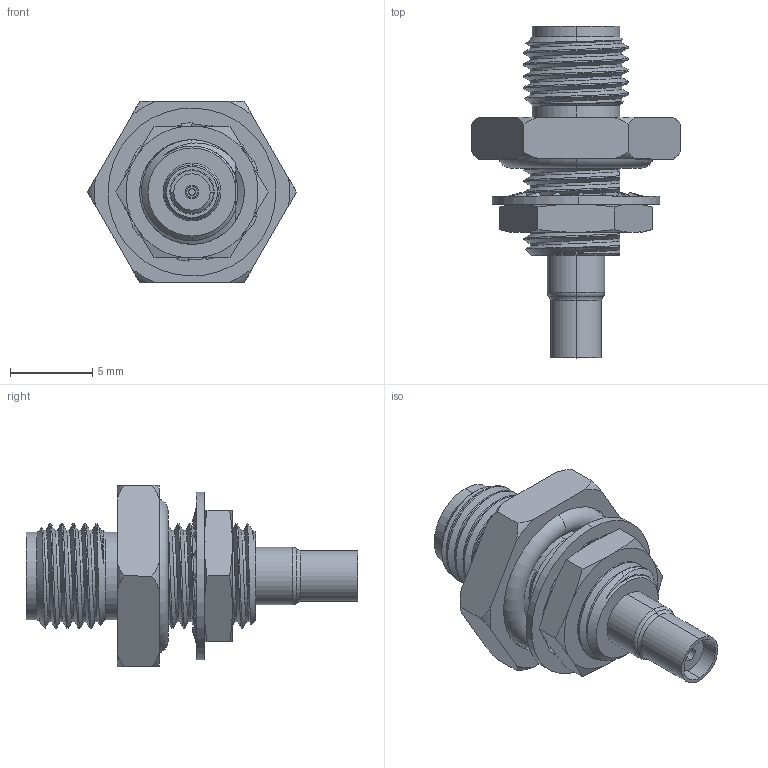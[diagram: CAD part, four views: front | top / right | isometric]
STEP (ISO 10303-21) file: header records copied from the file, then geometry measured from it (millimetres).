
FILE_DESCRIPTION (( 'STEP AP214' ), '1' );
FILE_NAME ('RFCT_SMA087_F78_rev1.0.STEP', '2024-05-02T13:00:40', ( '' ), ( '' ), 'SwSTEP 2.0', 'SolidWorks 2019', '' );
FILE_SCHEMA (( 'AUTOMOTIVE_DESIGN' ));
Length unit declared in the file: millimetre
Products named in the file (10): o_ring_Varsayilan; SMA_Insulator_A_Varsayilan; SMA_JACK-Pin_10.8_Varsayilan; Dia_10.2_T0.5_washer_Varsayilan; hex_8.0_T1.7_nut_Varsayilan; SMA_Pin_Varsayilan; SMA_Insulator_B_Varsayilan; RFCT_SMA087_F78_rev1.0; ferrule_6.22_Varsayilan; SMA_ST_Bulkhead_FM_Body_19.36_Varsayilan
Assembly tree (9 placements, depth 2):
  RFCT_SMA087_F78_rev1.0
    SMA_ST_Bulkhead_FM_Body_19.36_Varsayilan
    SMA_JACK-Pin_10.8_Varsayilan
    SMA_Pin_Varsayilan
    SMA_Insulator_A_Varsayilan
    SMA_Insulator_B_Varsayilan
    ferrule_6.22_Varsayilan
    o_ring_Varsayilan
    Dia_10.2_T0.5_washer_Varsayilan
    hex_8.0_T1.7_nut_Varsayilan
Bounding box: 12.7 x 20.16 x 11 mm (x, y, z)
Volume: 627.4 mm3; surface area: 1701.2 mm2
Topology: 9 solids, 9 shells, 540 faces, 1484 edges, 961 vertices
Faces by surface type: cylinder 193, plane 183, bspline 93, cone 47, torus 24
Entity records: 26457 total; most frequent: CARTESIAN_POINT 13234, ORIENTED_EDGE 2964, DIRECTION 2366, EDGE_CURVE 1482, VERTEX_POINT 961, AXIS2_PLACEMENT_3D 848, LINE 670, VECTOR 670
